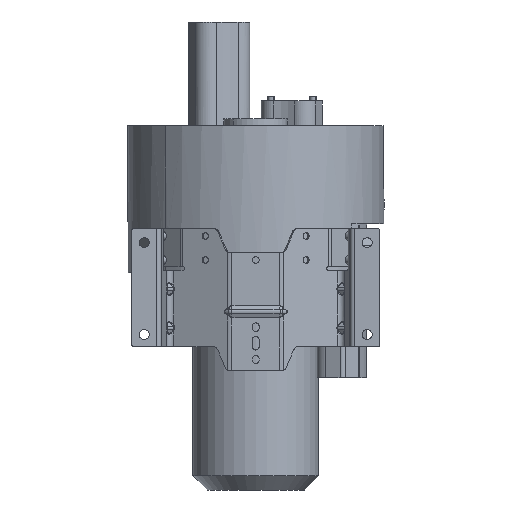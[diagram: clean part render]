
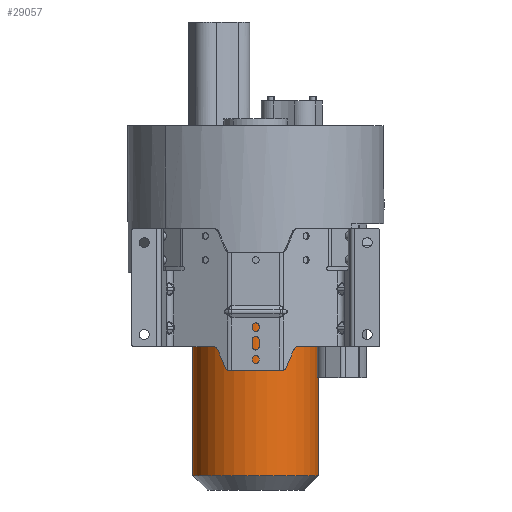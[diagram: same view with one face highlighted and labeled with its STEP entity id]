
A CAD part, front view. The second image highlights one B-rep face of the part: STEP entity #29057.
In plain terms, the highlighted cylindrical face has radius 88.7 mm (diameter 177.4 mm), a partial arc.
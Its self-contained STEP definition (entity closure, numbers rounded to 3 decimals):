
#151 = CARTESIAN_POINT ( 'NONE',  ( 88.7, 0., -35.13 ) ) ;
#396 = CYLINDRICAL_SURFACE ( 'NONE', #2517, 88.7 ) ;
#1571 = VERTEX_POINT ( 'NONE', #4805 ) ;
#1969 = VECTOR ( 'NONE', #27075, 1000. ) ;
#2453 = DIRECTION ( 'NONE',  ( -1., 0., 0. ) ) ;
#2508 = AXIS2_PLACEMENT_3D ( 'NONE', #22869, #10284, #29248 ) ;
#2517 = AXIS2_PLACEMENT_3D ( 'NONE', #21805, #3050, #9844 ) ;
#3050 = DIRECTION ( 'NONE',  ( 0., 0., -1. ) ) ;
#4636 = DIRECTION ( 'NONE',  ( 0., 0., -1. ) ) ;
#4805 = CARTESIAN_POINT ( 'NONE',  ( -88.7, 0., -322. ) ) ;
#5646 = AXIS2_PLACEMENT_3D ( 'NONE', #17830, #30556, #2453 ) ;
#6950 = CIRCLE ( 'NONE', #2508, 88.7 ) ;
#7242 = FACE_OUTER_BOUND ( 'NONE', #8164, .T. ) ;
#7812 = ORIENTED_EDGE ( 'NONE', *, *, #12251, .F. ) ;
#8164 = EDGE_LOOP ( 'NONE', ( #7812, #28824, #16959, #27639 ) ) ;
#9844 = DIRECTION ( 'NONE',  ( -1., 0., 0. ) ) ;
#10284 = DIRECTION ( 'NONE',  ( 0., 0., 1. ) ) ;
#11462 = CARTESIAN_POINT ( 'NONE',  ( 88.7, 0., -322. ) ) ;
#12046 = VECTOR ( 'NONE', #4636, 1000. ) ;
#12146 = EDGE_CURVE ( 'NONE', #26689, #25253, #14517, .T. ) ;
#12251 = EDGE_CURVE ( 'NONE', #25253, #30610, #16547, .T. ) ;
#13916 = CARTESIAN_POINT ( 'NONE',  ( 88.7, 0., -35.13 ) ) ;
#14517 = CIRCLE ( 'NONE', #5646, 88.7 ) ;
#16547 = LINE ( 'NONE', #13916, #12046 ) ;
#16959 = ORIENTED_EDGE ( 'NONE', *, *, #24605, .T. ) ;
#17431 = LINE ( 'NONE', #19458, #1969 ) ;
#17830 = CARTESIAN_POINT ( 'NONE',  ( 0., 0., -35.13 ) ) ;
#19458 = CARTESIAN_POINT ( 'NONE',  ( -88.7, 0., -35.13 ) ) ;
#21805 = CARTESIAN_POINT ( 'NONE',  ( 0., 0., -35.13 ) ) ;
#22869 = CARTESIAN_POINT ( 'NONE',  ( 0., 0., -322. ) ) ;
#24605 = EDGE_CURVE ( 'NONE', #26689, #1571, #17431, .T. ) ;
#25253 = VERTEX_POINT ( 'NONE', #151 ) ;
#25592 = EDGE_CURVE ( 'NONE', #1571, #30610, #6950, .T. ) ;
#26689 = VERTEX_POINT ( 'NONE', #26929 ) ;
#26929 = CARTESIAN_POINT ( 'NONE',  ( -88.7, 0., -35.13 ) ) ;
#27075 = DIRECTION ( 'NONE',  ( 0., 0., -1. ) ) ;
#27639 = ORIENTED_EDGE ( 'NONE', *, *, #25592, .T. ) ;
#28824 = ORIENTED_EDGE ( 'NONE', *, *, #12146, .F. ) ;
#29057 = ADVANCED_FACE ( 'NONE', ( #7242 ), #396, .T. ) ;
#29248 = DIRECTION ( 'NONE',  ( -1., 0., 0. ) ) ;
#30556 = DIRECTION ( 'NONE',  ( 0., 0., 1. ) ) ;
#30610 = VERTEX_POINT ( 'NONE', #11462 ) ;
